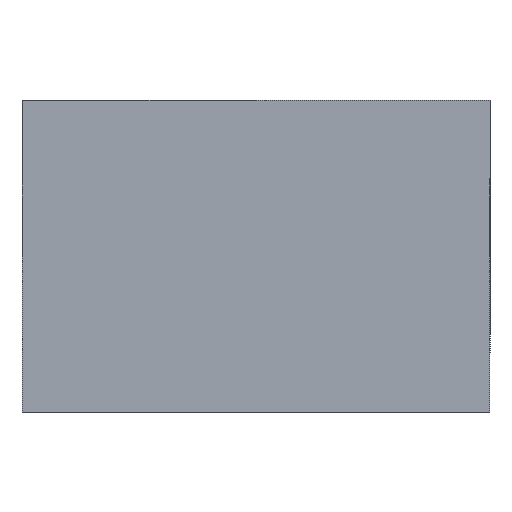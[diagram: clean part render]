
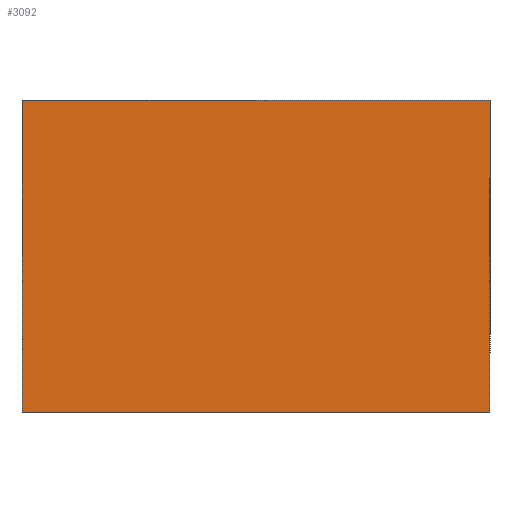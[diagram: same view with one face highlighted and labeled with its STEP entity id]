
A CAD part, front view. The second image highlights one B-rep face of the part: STEP entity #3092.
In plain terms, the highlighted planar face has unit normal (0, -1, 0).
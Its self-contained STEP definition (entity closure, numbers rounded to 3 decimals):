
#106 = CARTESIAN_POINT ( 'NONE',  ( -1.5, -0.35, 1. ) ) ;
#305 = DIRECTION ( 'NONE',  ( -1., 0., 0. ) ) ;
#363 = DIRECTION ( 'NONE',  ( 0., 0., 1. ) ) ;
#596 = ORIENTED_EDGE ( 'NONE', *, *, #2713, .F. ) ;
#652 = EDGE_CURVE ( 'NONE', #2309, #6055, #4564, .T. ) ;
#740 = CARTESIAN_POINT ( 'NONE',  ( 1.5, -0.35, -1. ) ) ;
#882 = LINE ( 'NONE', #4653, #1391 ) ;
#997 = EDGE_CURVE ( 'NONE', #1938, #4522, #882, .T. ) ;
#1375 = PLANE ( 'NONE',  #2006 ) ;
#1391 = VECTOR ( 'NONE', #5215, 1000. ) ;
#1888 = VECTOR ( 'NONE', #305, 1000. ) ;
#1895 = VECTOR ( 'NONE', #3657, 1000. ) ;
#1938 = VERTEX_POINT ( 'NONE', #3835 ) ;
#2006 = AXIS2_PLACEMENT_3D ( 'NONE', #5613, #6032, #363 ) ;
#2309 = VERTEX_POINT ( 'NONE', #5000 ) ;
#2318 = EDGE_CURVE ( 'NONE', #6055, #1938, #4962, .T. ) ;
#2535 = CARTESIAN_POINT ( 'NONE',  ( 1.5, -0.35, -1. ) ) ;
#2698 = CARTESIAN_POINT ( 'NONE',  ( -1.5, -0.35, 1. ) ) ;
#2713 = EDGE_CURVE ( 'NONE', #4522, #2309, #5619, .T. ) ;
#2716 = FACE_OUTER_BOUND ( 'NONE', #5971, .T. ) ;
#2936 = VECTOR ( 'NONE', #5521, 1000. ) ;
#3092 = ADVANCED_FACE ( 'NONE', ( #2716 ), #1375, .F. ) ;
#3657 = DIRECTION ( 'NONE',  ( 1., 0., 0. ) ) ;
#3835 = CARTESIAN_POINT ( 'NONE',  ( -1.5, -0.35, -1. ) ) ;
#4055 = ORIENTED_EDGE ( 'NONE', *, *, #2318, .F. ) ;
#4414 = ORIENTED_EDGE ( 'NONE', *, *, #997, .F. ) ;
#4522 = VERTEX_POINT ( 'NONE', #106 ) ;
#4564 = LINE ( 'NONE', #740, #2936 ) ;
#4584 = CARTESIAN_POINT ( 'NONE',  ( -1.5, -0.35, -1. ) ) ;
#4653 = CARTESIAN_POINT ( 'NONE',  ( -1.5, -0.35, -1. ) ) ;
#4962 = LINE ( 'NONE', #4584, #1888 ) ;
#5000 = CARTESIAN_POINT ( 'NONE',  ( 1.5, -0.35, 1. ) ) ;
#5215 = DIRECTION ( 'NONE',  ( 0., 0., 1. ) ) ;
#5521 = DIRECTION ( 'NONE',  ( 0., 0., -1. ) ) ;
#5590 = ORIENTED_EDGE ( 'NONE', *, *, #652, .F. ) ;
#5613 = CARTESIAN_POINT ( 'NONE',  ( 0., -0.35, 0. ) ) ;
#5619 = LINE ( 'NONE', #2698, #1895 ) ;
#5971 = EDGE_LOOP ( 'NONE', ( #5590, #596, #4414, #4055 ) ) ;
#6032 = DIRECTION ( 'NONE',  ( 0., 1., 0. ) ) ;
#6055 = VERTEX_POINT ( 'NONE', #2535 ) ;
